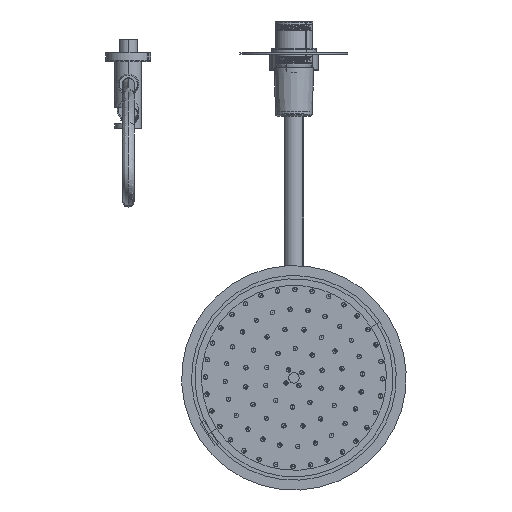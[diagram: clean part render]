
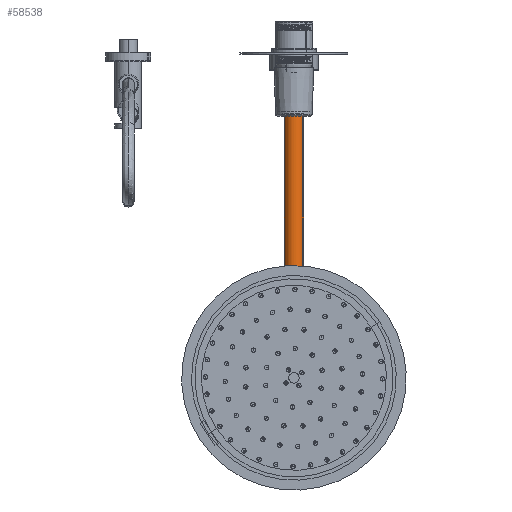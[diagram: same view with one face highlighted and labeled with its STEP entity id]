
A CAD part, front view. The second image highlights one B-rep face of the part: STEP entity #58538.
In plain terms, the highlighted cylindrical face has radius 11 mm (diameter 22 mm), a partial arc.
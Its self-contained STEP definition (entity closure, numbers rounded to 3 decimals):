
#2474 = LINE ( 'NONE', #54514, #15511 ) ;
#3712 = CYLINDRICAL_SURFACE ( 'NONE', #70815, 11. ) ;
#7518 = EDGE_LOOP ( 'NONE', ( #54151, #39082, #32864, #7821, #42390 ) ) ;
#7821 = ORIENTED_EDGE ( 'NONE', *, *, #10386, .F. ) ;
#8703 = EDGE_CURVE ( 'NONE', #31538, #73703, #35898, .T. ) ;
#10386 = EDGE_CURVE ( 'NONE', #73703, #35548, #37311, .T. ) ;
#12105 = CARTESIAN_POINT ( 'NONE',  ( -26., 738.516, 66.348 ) ) ;
#15492 = DIRECTION ( 'NONE',  ( -1., 0., 0. ) ) ;
#15511 = VECTOR ( 'NONE', #36651, 1000. ) ;
#15513 = VERTEX_POINT ( 'NONE', #12105 ) ;
#19004 = AXIS2_PLACEMENT_3D ( 'NONE', #29776, #48018, #64721 ) ;
#20934 = DIRECTION ( 'NONE',  ( 1., 0., 0. ) ) ;
#24871 = DIRECTION ( 'NONE',  ( 0., 0., -1. ) ) ;
#26246 = CARTESIAN_POINT ( 'NONE',  ( -37., 738.516, -211.652 ) ) ;
#28470 = AXIS2_PLACEMENT_3D ( 'NONE', #63292, #57614, #57241 ) ;
#29776 = CARTESIAN_POINT ( 'NONE',  ( -37., 738.516, -211.652 ) ) ;
#30692 = EDGE_CURVE ( 'NONE', #15513, #66476, #41847, .T. ) ;
#31538 = VERTEX_POINT ( 'NONE', #40532 ) ;
#32575 = FACE_OUTER_BOUND ( 'NONE', #7518, .T. ) ;
#32864 = ORIENTED_EDGE ( 'NONE', *, *, #43895, .T. ) ;
#35548 = VERTEX_POINT ( 'NONE', #39121 ) ;
#35898 = CIRCLE ( 'NONE', #19004, 11. ) ;
#36651 = DIRECTION ( 'NONE',  ( 0., 0., -1. ) ) ;
#37311 = CIRCLE ( 'NONE', #73669, 11. ) ;
#38391 = VECTOR ( 'NONE', #24871, 1000. ) ;
#39082 = ORIENTED_EDGE ( 'NONE', *, *, #30692, .T. ) ;
#39121 = CARTESIAN_POINT ( 'NONE',  ( -48., 738.516, -211.652 ) ) ;
#40532 = CARTESIAN_POINT ( 'NONE',  ( -26., 738.516, -211.652 ) ) ;
#41847 = CIRCLE ( 'NONE', #28470, 11. ) ;
#42390 = ORIENTED_EDGE ( 'NONE', *, *, #8703, .F. ) ;
#43895 = EDGE_CURVE ( 'NONE', #66476, #35548, #2474, .T. ) ;
#44336 = CARTESIAN_POINT ( 'NONE',  ( -37., 738.516, 66.348 ) ) ;
#46097 = CARTESIAN_POINT ( 'NONE',  ( -48., 738.516, 66.348 ) ) ;
#47972 = CARTESIAN_POINT ( 'NONE',  ( -37., 727.516, -211.652 ) ) ;
#48018 = DIRECTION ( 'NONE',  ( 0., 0., -1. ) ) ;
#49556 = CARTESIAN_POINT ( 'NONE',  ( -26., 738.516, 66.348 ) ) ;
#49819 = DIRECTION ( 'NONE',  ( 0., 0., -1. ) ) ;
#54151 = ORIENTED_EDGE ( 'NONE', *, *, #65758, .F. ) ;
#54514 = CARTESIAN_POINT ( 'NONE',  ( -48., 738.516, 66.348 ) ) ;
#55253 = LINE ( 'NONE', #49556, #38391 ) ;
#57241 = DIRECTION ( 'NONE',  ( 1., 0., 0. ) ) ;
#57614 = DIRECTION ( 'NONE',  ( 0., 0., -1. ) ) ;
#58538 = ADVANCED_FACE ( 'NONE', ( #32575 ), #3712, .T. ) ;
#63292 = CARTESIAN_POINT ( 'NONE',  ( -37., 738.516, 66.348 ) ) ;
#64721 = DIRECTION ( 'NONE',  ( 1., 0., 0. ) ) ;
#65758 = EDGE_CURVE ( 'NONE', #15513, #31538, #55253, .T. ) ;
#66476 = VERTEX_POINT ( 'NONE', #46097 ) ;
#67471 = DIRECTION ( 'NONE',  ( 0., 0., -1. ) ) ;
#70815 = AXIS2_PLACEMENT_3D ( 'NONE', #44336, #67471, #15492 ) ;
#73669 = AXIS2_PLACEMENT_3D ( 'NONE', #26246, #49819, #20934 ) ;
#73703 = VERTEX_POINT ( 'NONE', #47972 ) ;
